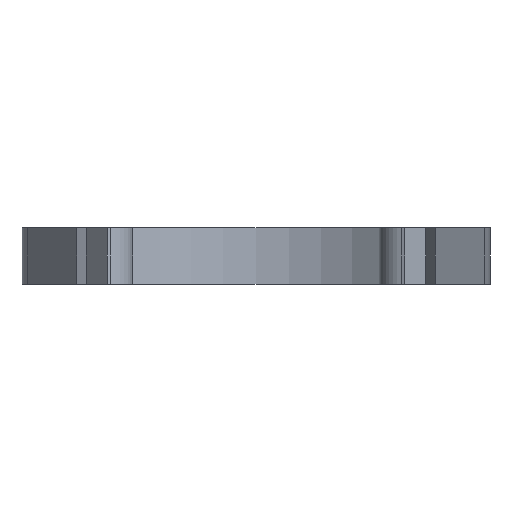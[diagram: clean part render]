
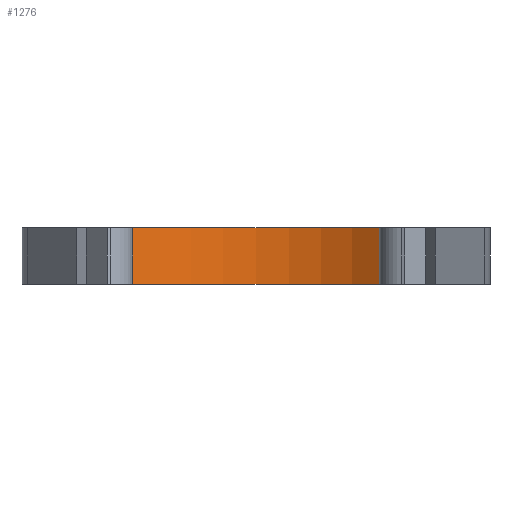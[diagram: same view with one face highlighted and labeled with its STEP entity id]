
A CAD part, front view. The second image highlights one B-rep face of the part: STEP entity #1276.
In plain terms, the highlighted cylindrical face has radius 65 mm (diameter 130 mm), a partial arc.
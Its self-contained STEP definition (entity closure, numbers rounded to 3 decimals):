
#5 = CIRCLE ( 'NONE', #645, 65. ) ;
#21 = LINE ( 'NONE', #34, #1281 ) ;
#34 = CARTESIAN_POINT ( 'NONE',  ( 39.544, 99.088, 18. ) ) ;
#35 = CARTESIAN_POINT ( 'NONE',  ( 39.544, 99.088, 18. ) ) ;
#37 = VERTEX_POINT ( 'NONE', #79 ) ;
#79 = CARTESIAN_POINT ( 'NONE',  ( 39.544, 99.088, 0. ) ) ;
#128 = CARTESIAN_POINT ( 'NONE',  ( -39.544, 99.088, 18. ) ) ;
#131 = VECTOR ( 'NONE', #791, 1000. ) ;
#318 = DIRECTION ( 'NONE',  ( 1., 0., 0. ) ) ;
#319 = VERTEX_POINT ( 'NONE', #389 ) ;
#347 = ORIENTED_EDGE ( 'NONE', *, *, #958, .F. ) ;
#389 = CARTESIAN_POINT ( 'NONE',  ( -39.544, 99.088, 0. ) ) ;
#427 = ORIENTED_EDGE ( 'NONE', *, *, #1064, .T. ) ;
#522 = LINE ( 'NONE', #128, #131 ) ;
#571 = DIRECTION ( 'NONE',  ( 0., 0., 1. ) ) ;
#572 = DIRECTION ( 'NONE',  ( 1., 0., 0. ) ) ;
#575 = CARTESIAN_POINT ( 'NONE',  ( 0., 47.5, 18. ) ) ;
#606 = ORIENTED_EDGE ( 'NONE', *, *, #1289, .T. ) ;
#635 = FACE_OUTER_BOUND ( 'NONE', #1006, .T. ) ;
#645 = AXIS2_PLACEMENT_3D ( 'NONE', #730, #741, #572 ) ;
#673 = ORIENTED_EDGE ( 'NONE', *, *, #1572, .T. ) ;
#723 = DIRECTION ( 'NONE',  ( -1., 0., 0. ) ) ;
#730 = CARTESIAN_POINT ( 'NONE',  ( 0., 47.5, 0. ) ) ;
#741 = DIRECTION ( 'NONE',  ( 0., 0., 1. ) ) ;
#791 = DIRECTION ( 'NONE',  ( 0., 0., -1. ) ) ;
#810 = AXIS2_PLACEMENT_3D ( 'NONE', #575, #1614, #723 ) ;
#922 = AXIS2_PLACEMENT_3D ( 'NONE', #1603, #1475, #318 ) ;
#958 = EDGE_CURVE ( 'NONE', #37, #319, #5, .T. ) ;
#1006 = EDGE_LOOP ( 'NONE', ( #347, #427, #673, #606 ) ) ;
#1064 = EDGE_CURVE ( 'NONE', #37, #1594, #21, .T. ) ;
#1238 = CIRCLE ( 'NONE', #922, 65. ) ;
#1261 = CYLINDRICAL_SURFACE ( 'NONE', #810, 65. ) ;
#1276 = ADVANCED_FACE ( 'NONE', ( #635 ), #1261, .F. ) ;
#1281 = VECTOR ( 'NONE', #571, 1000. ) ;
#1289 = EDGE_CURVE ( 'NONE', #1365, #319, #522, .T. ) ;
#1365 = VERTEX_POINT ( 'NONE', #1662 ) ;
#1475 = DIRECTION ( 'NONE',  ( 0., 0., 1. ) ) ;
#1572 = EDGE_CURVE ( 'NONE', #1594, #1365, #1238, .T. ) ;
#1594 = VERTEX_POINT ( 'NONE', #35 ) ;
#1603 = CARTESIAN_POINT ( 'NONE',  ( 0., 47.5, 18. ) ) ;
#1614 = DIRECTION ( 'NONE',  ( 0., 0., -1. ) ) ;
#1662 = CARTESIAN_POINT ( 'NONE',  ( -39.544, 99.088, 18. ) ) ;
